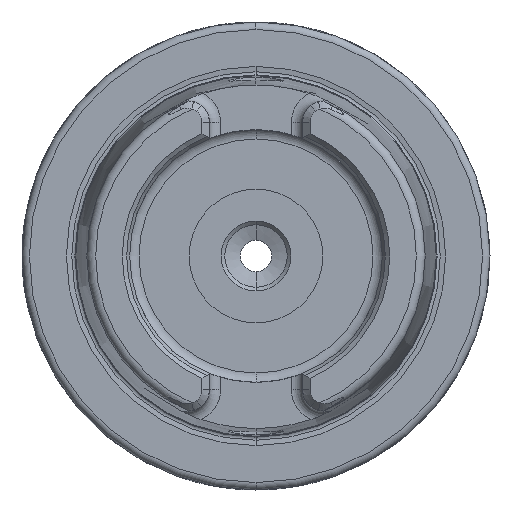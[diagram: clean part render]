
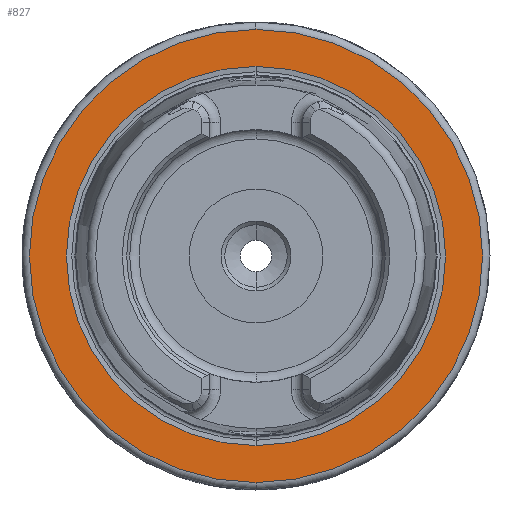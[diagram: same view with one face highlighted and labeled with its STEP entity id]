
A CAD part, left-side view. The second image highlights one B-rep face of the part: STEP entity #827.
In plain terms, the highlighted planar face has unit normal (-1, 0, 0).
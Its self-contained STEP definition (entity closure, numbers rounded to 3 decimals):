
#388 = EDGE_CURVE ( 'NONE', #1997, #5762, #2822, .T. ) ;
#528 = VERTEX_POINT ( 'NONE', #7025 ) ;
#644 = CIRCLE ( 'NONE', #5818, 30.5 ) ;
#827 = ADVANCED_FACE ( 'NONE', ( #2089, #2073 ), #6800, .F. ) ;
#1018 = ORIENTED_EDGE ( 'NONE', *, *, #2987, .T. ) ;
#1384 = EDGE_LOOP ( 'NONE', ( #6773, #5431 ) ) ;
#1617 = CARTESIAN_POINT ( 'NONE',  ( -64., 0., 0. ) ) ;
#1619 = EDGE_CURVE ( 'NONE', #5762, #1997, #644, .T. ) ;
#1997 = VERTEX_POINT ( 'NONE', #6599 ) ;
#2073 = FACE_BOUND ( 'NONE', #3254, .T. ) ;
#2089 = FACE_OUTER_BOUND ( 'NONE', #1384, .T. ) ;
#2116 = DIRECTION ( 'NONE',  ( -1., 0., 0. ) ) ;
#2173 = CARTESIAN_POINT ( 'NONE',  ( -64., 0., -25.521 ) ) ;
#2208 = DIRECTION ( 'NONE',  ( 1., 0., 0. ) ) ;
#2209 = DIRECTION ( 'NONE',  ( 0., 0., -1. ) ) ;
#2667 = EDGE_CURVE ( 'NONE', #528, #3353, #6377, .T. ) ;
#2822 = CIRCLE ( 'NONE', #6013, 30.5 ) ;
#2833 = DIRECTION ( 'NONE',  ( -1., 0., 0. ) ) ;
#2953 = AXIS2_PLACEMENT_3D ( 'NONE', #3737, #3274, #7359 ) ;
#2987 = EDGE_CURVE ( 'NONE', #3353, #528, #5985, .T. ) ;
#3254 = EDGE_LOOP ( 'NONE', ( #7367, #1018 ) ) ;
#3274 = DIRECTION ( 'NONE',  ( 1., 0., 0. ) ) ;
#3353 = VERTEX_POINT ( 'NONE', #2173 ) ;
#3737 = CARTESIAN_POINT ( 'NONE',  ( -64., 31.5, 0. ) ) ;
#4255 = CARTESIAN_POINT ( 'NONE',  ( -64., 0., 30.5 ) ) ;
#5431 = ORIENTED_EDGE ( 'NONE', *, *, #1619, .T. ) ;
#5442 = AXIS2_PLACEMENT_3D ( 'NONE', #5721, #2208, #6300 ) ;
#5633 = CARTESIAN_POINT ( 'NONE',  ( -64., 0., 0. ) ) ;
#5721 = CARTESIAN_POINT ( 'NONE',  ( -64., 0., 0. ) ) ;
#5723 = DIRECTION ( 'NONE',  ( 1., 0., 0. ) ) ;
#5762 = VERTEX_POINT ( 'NONE', #4255 ) ;
#5818 = AXIS2_PLACEMENT_3D ( 'NONE', #5633, #2116, #6212 ) ;
#5985 = CIRCLE ( 'NONE', #7231, 25.521 ) ;
#6013 = AXIS2_PLACEMENT_3D ( 'NONE', #6340, #2833, #6932 ) ;
#6212 = DIRECTION ( 'NONE',  ( 0., 0., -1. ) ) ;
#6300 = DIRECTION ( 'NONE',  ( 0., 0., -1. ) ) ;
#6340 = CARTESIAN_POINT ( 'NONE',  ( -64., 0., 0. ) ) ;
#6377 = CIRCLE ( 'NONE', #5442, 25.521 ) ;
#6599 = CARTESIAN_POINT ( 'NONE',  ( -64., 0., -30.5 ) ) ;
#6773 = ORIENTED_EDGE ( 'NONE', *, *, #388, .T. ) ;
#6800 = PLANE ( 'NONE',  #2953 ) ;
#6932 = DIRECTION ( 'NONE',  ( 0., 0., -1. ) ) ;
#7025 = CARTESIAN_POINT ( 'NONE',  ( -64., 0., 25.521 ) ) ;
#7231 = AXIS2_PLACEMENT_3D ( 'NONE', #1617, #5723, #2209 ) ;
#7359 = DIRECTION ( 'NONE',  ( 0., 0., -1. ) ) ;
#7367 = ORIENTED_EDGE ( 'NONE', *, *, #2667, .T. ) ;
